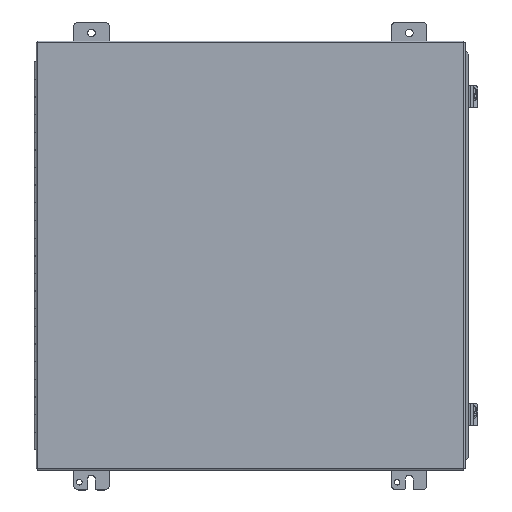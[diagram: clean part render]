
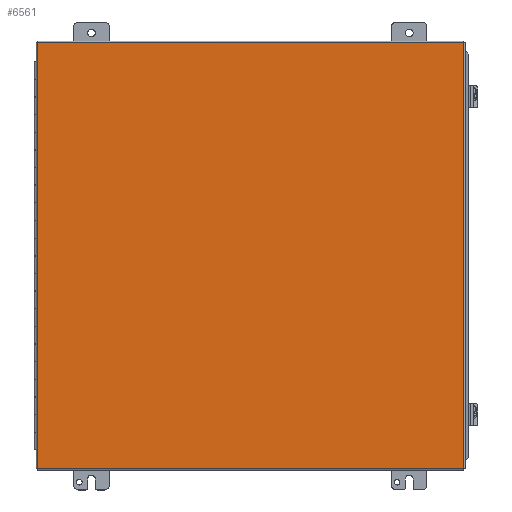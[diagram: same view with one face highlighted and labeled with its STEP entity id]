
A CAD part, top view. The second image highlights one B-rep face of the part: STEP entity #6561.
In plain terms, the highlighted planar face has unit normal (0, 0, 1).
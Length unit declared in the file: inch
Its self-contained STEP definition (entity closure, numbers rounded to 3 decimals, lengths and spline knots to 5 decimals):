
#5571=CARTESIAN_POINT('',(24.2204,0.0896,0.074));
#5572=VERTEX_POINT('',#5571);
#5583=CARTESIAN_POINT('',(0.0896,0.0896,0.074));
#5584=VERTEX_POINT('',#5583);
#5585=CARTESIAN_POINT('',(0.0896,0.0896,0.074));
#5586=DIRECTION('',(1.0,0.0,0.0));
#5587=VECTOR('',#5586,24.1308);
#5588=LINE('',#5585,#5587);
#5589=EDGE_CURVE('',#5584,#5572,#5588,.T.);
#5861=CARTESIAN_POINT('',(0.0896,24.2204,0.074));
#5862=VERTEX_POINT('',#5861);
#5863=CARTESIAN_POINT('',(0.0896,24.2204,0.074));
#5864=DIRECTION('',(0.0,-1.0,0.0));
#5865=VECTOR('',#5864,24.1308);
#5866=LINE('',#5863,#5865);
#5867=EDGE_CURVE('',#5862,#5584,#5866,.T.);
#6113=CARTESIAN_POINT('',(24.2204,24.2204,0.074));
#6114=VERTEX_POINT('',#6113);
#6125=CARTESIAN_POINT('',(24.2204,0.0896,0.074));
#6126=DIRECTION('',(0.0,1.0,0.0));
#6127=VECTOR('',#6126,24.1308);
#6128=LINE('',#6125,#6127);
#6129=EDGE_CURVE('',#5572,#6114,#6128,.T.);
#6301=CARTESIAN_POINT('',(24.2204,24.2204,0.074));
#6302=DIRECTION('',(-1.0,0.0,0.0));
#6303=VECTOR('',#6302,24.1308);
#6304=LINE('',#6301,#6303);
#6305=EDGE_CURVE('',#6114,#5862,#6304,.T.);
#6550=CARTESIAN_POINT('',(12.155,12.155,0.074));
#6551=DIRECTION('',(0.0,0.0,1.0));
#6552=DIRECTION('',(1.0,0.0,0.0));
#6553=AXIS2_PLACEMENT_3D('',#6550,#6551,#6552);
#6554=PLANE('',#6553);
#6555=ORIENTED_EDGE('',*,*,#5589,.T.);
#6556=ORIENTED_EDGE('',*,*,#6129,.T.);
#6557=ORIENTED_EDGE('',*,*,#6305,.T.);
#6558=ORIENTED_EDGE('',*,*,#5867,.T.);
#6559=EDGE_LOOP('',(#6555,#6556,#6557,#6558));
#6560=FACE_OUTER_BOUND('',#6559,.T.);
#6561=ADVANCED_FACE('',(#6560),#6554,.T.);
